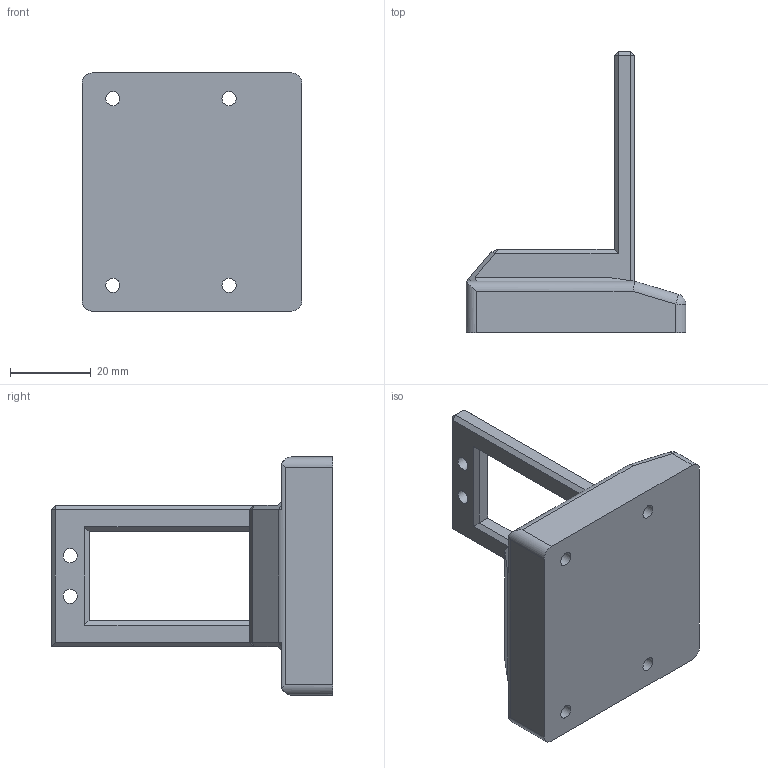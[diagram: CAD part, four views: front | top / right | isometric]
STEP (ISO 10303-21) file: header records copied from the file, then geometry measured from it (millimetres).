
FILE_DESCRIPTION(/* description */ (''),/* implementation_level */ '2;1');
FILE_NAME(/* name */ 'ServoMount2.stp',/* time_stamp */ '2018-04-21T22:13:56-04:00',/* author */ ('anirudh'),/* organization */ (''),/* preprocessor_version */ 'ST-DEVELOPER v16.13',/* originating_system */ 'Autodesk Inventor 2018',/* authorisation */ '');
FILE_SCHEMA (('AUTOMOTIVE_DESIGN { 1 0 10303 214 3 1 1 }'));
Length unit declared in the file: inch
Products named in the file (1): ServoMount2
Bounding box: 54.41 x 69.67 x 58.95 mm (x, y, z)
Volume: 51898.7 mm3; surface area: 13267.1 mm2
Topology: 1 solids, 1 shells, 84 faces, 207 edges, 126 vertices
Faces by surface type: plane 60, cylinder 18, cone 4, sphere 2
Full cylindrical faces by diameter (mm): 3.5 x8
Entity records: 2444 total; most frequent: CARTESIAN_POINT 428, ORIENTED_EDGE 398, DIRECTION 397, EDGE_CURVE 199, LINE 155, VECTOR 155, VERTEX_POINT 126, AXIS2_PLACEMENT_3D 121
